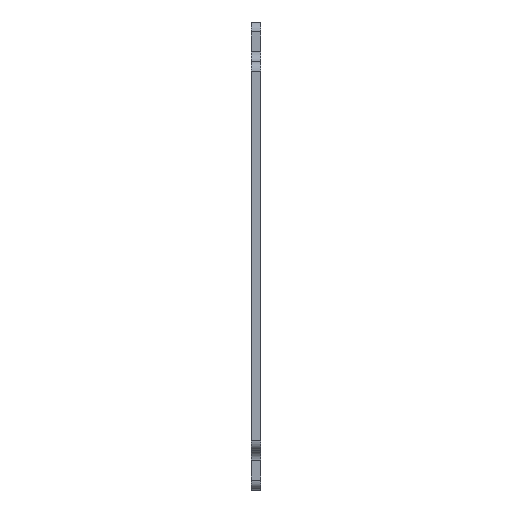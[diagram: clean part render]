
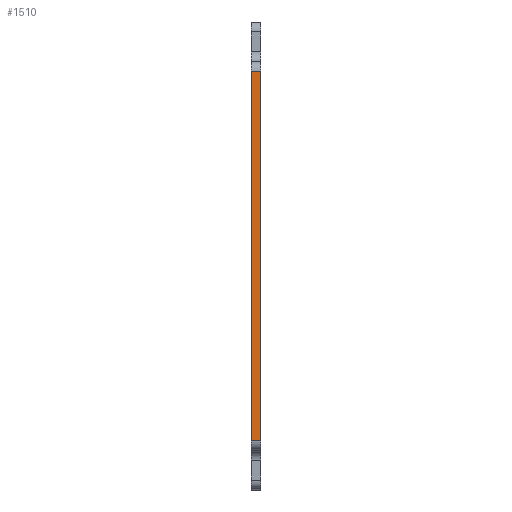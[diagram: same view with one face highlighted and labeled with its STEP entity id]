
A CAD part, left-side view. The second image highlights one B-rep face of the part: STEP entity #1510.
In plain terms, the highlighted planar face has unit normal (-1, 0, 0).
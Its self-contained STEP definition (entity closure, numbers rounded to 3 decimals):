
#561=DIRECTION('',(0.,0.,1.));
#562=VECTOR('',#561,75.);
#563=CARTESIAN_POINT('',(-93.,2.,-37.5));
#564=LINE('',#563,#562);
#565=DIRECTION('',(0.,1.,0.));
#566=VECTOR('',#565,2.);
#567=CARTESIAN_POINT('',(-93.,0.,37.5));
#568=LINE('',#567,#566);
#569=DIRECTION('',(0.,0.,-1.));
#570=VECTOR('',#569,75.);
#571=CARTESIAN_POINT('',(-93.,0.,37.5));
#572=LINE('',#571,#570);
#573=DIRECTION('',(0.,1.,0.));
#574=VECTOR('',#573,2.);
#575=CARTESIAN_POINT('',(-93.,0.,-37.5));
#576=LINE('',#575,#574);
#697=CARTESIAN_POINT('',(-93.,2.,-37.5));
#698=CARTESIAN_POINT('',(-93.,2.,37.5));
#699=VERTEX_POINT('',#697);
#700=VERTEX_POINT('',#698);
#701=CARTESIAN_POINT('',(-93.,0.,37.5));
#702=CARTESIAN_POINT('',(-93.,0.,-37.5));
#703=VERTEX_POINT('',#701);
#704=VERTEX_POINT('',#702);
#1498=CARTESIAN_POINT('',(-93.,0.,-37.5));
#1499=DIRECTION('',(-1.,0.,0.));
#1500=DIRECTION('',(0.,0.,1.));
#1501=AXIS2_PLACEMENT_3D('',#1498,#1499,#1500);
#1502=PLANE('',#1501);
#1503=ORIENTED_EDGE('',*,*,#967,.T.);
#1504=ORIENTED_EDGE('',*,*,#1491,.F.);
#1505=ORIENTED_EDGE('',*,*,#858,.T.);
#1507=ORIENTED_EDGE('',*,*,#1506,.T.);
#1508=EDGE_LOOP('',(#1503,#1504,#1505,#1507));
#1509=FACE_OUTER_BOUND('',#1508,.F.);
#1510=ADVANCED_FACE('',(#1509),#1502,.T.);
#858=EDGE_CURVE('',#703,#704,#572,.T.);
#967=EDGE_CURVE('',#699,#700,#564,.T.);
#1491=EDGE_CURVE('',#703,#700,#568,.T.);
#1506=EDGE_CURVE('',#704,#699,#576,.T.);
